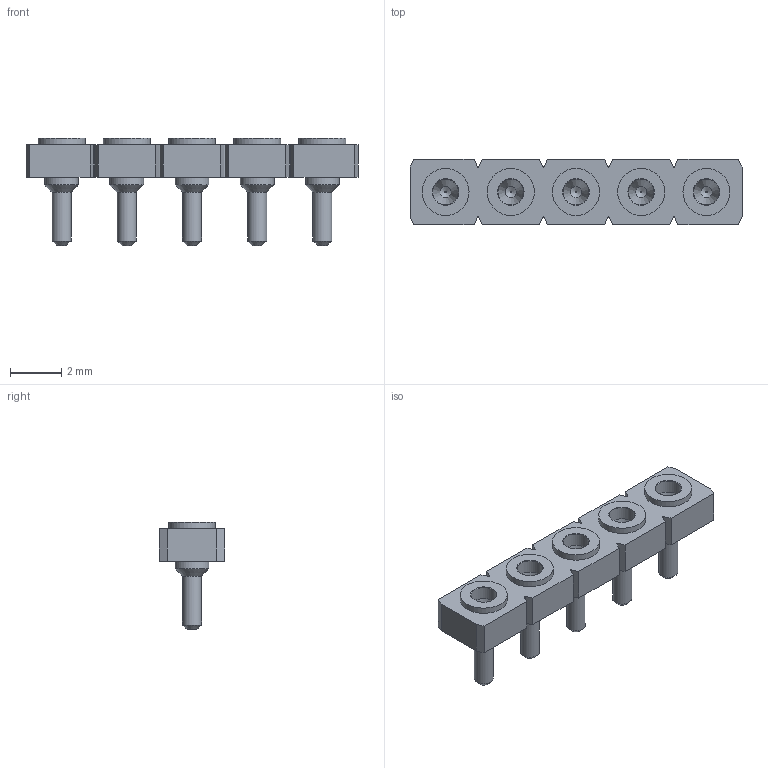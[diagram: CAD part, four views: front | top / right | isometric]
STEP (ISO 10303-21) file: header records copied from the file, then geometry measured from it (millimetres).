
FILE_DESCRIPTION(('STEP AP214'), '1');
FILE_NAME('SL-105-TT-19', '2017-07-15T12:49:11', ('Nobody'), (''), 'ASCON STEP Converter 1.3', 'ASCON Math Kernel', '');
FILE_SCHEMA(('AUTOMOTIVE_DESIGN { 1 0 10303 214 3 1 1}'));
Length unit declared in the file: millimetre
Assembly tree (5 placements, depth 2):
  (unnamed)
    (unnamed)  x5
Bounding box: 12.93 x 2.54 x 4.19 mm (x, y, z)
Volume: 45.1 mm3; surface area: 258.8 mm2
Topology: 6 solids, 6 shells, 147 faces, 300 edges, 185 vertices
Faces by surface type: plane 64, cylinder 48, cone 35
Full cylindrical faces by diameter (mm): 0.55 x5, 0.74 x5, 1 x10, 1.32 x15, 1.83 x5
Entity records: 2658 total; most frequent: DIRECTION 340, CARTESIAN_POINT 331, ORIENTED_EDGE 298, EDGE_CURVE 149, AXIS2_PLACEMENT_3D 118, VERTEX_POINT 109, LINE 104, VECTOR 104
